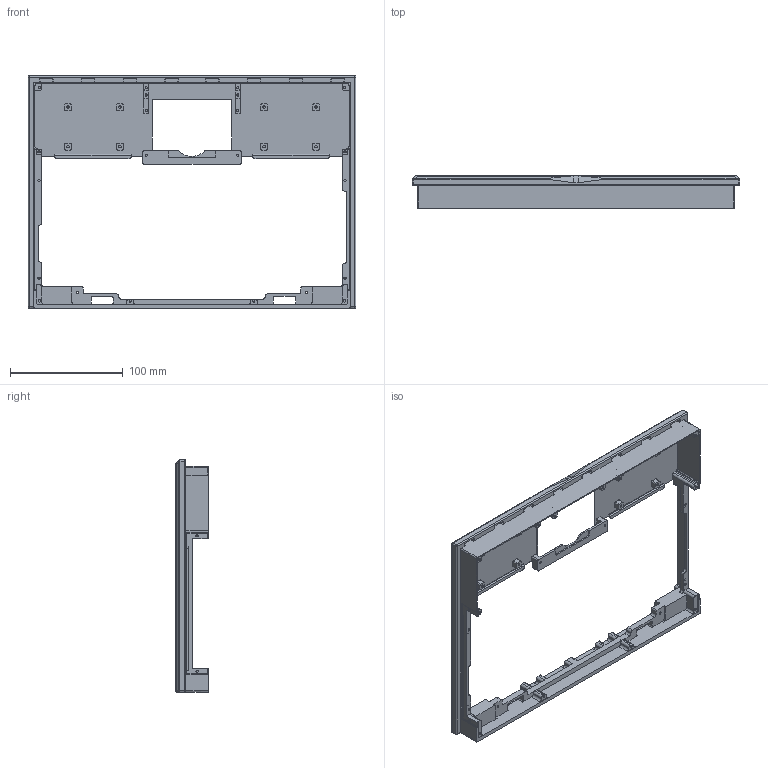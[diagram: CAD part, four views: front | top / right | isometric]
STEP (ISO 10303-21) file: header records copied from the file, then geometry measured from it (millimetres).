
FILE_DESCRIPTION(/* description */ (''),/* implementation_level */ '2;1');
FILE_NAME(/* name */ 'main box top_08.10.2020.step',/* time_stamp */ '2020-10-08T15:13:28+02:00',/* author */ (''),/* organization */ (''),/* preprocessor_version */ 'ST-DEVELOPER v18.1',/* originating_system */ 'Autodesk Translation Framework v9.3.0.1241',/* authorisation */ '');
FILE_SCHEMA (('AUTOMOTIVE_DESIGN { 1 0 10303 214 3 1 1 }'));
Length unit declared in the file: millimetre
Products named in the file (1): main box top
Bounding box: 290 x 29 x 205.52 mm (x, y, z)
Volume: 114429.1 mm3; surface area: 102586.5 mm2
Topology: 1 solids, 1 shells, 660 faces, 1792 edges, 1181 vertices
Faces by surface type: plane 325, cylinder 307, bspline 14, sphere 8, torus 6
Full cylindrical faces by diameter (mm): 2 x43, 2.2 x11
Entity records: 21357 total; most frequent: CARTESIAN_POINT 4050, DIRECTION 3729, ORIENTED_EDGE 3580, EDGE_CURVE 1790, AXIS2_PLACEMENT_3D 1308, VERTEX_POINT 1181, LINE 1113, VECTOR 1113
